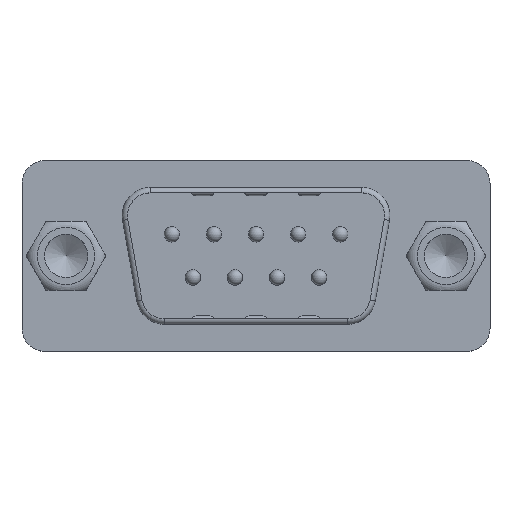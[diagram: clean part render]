
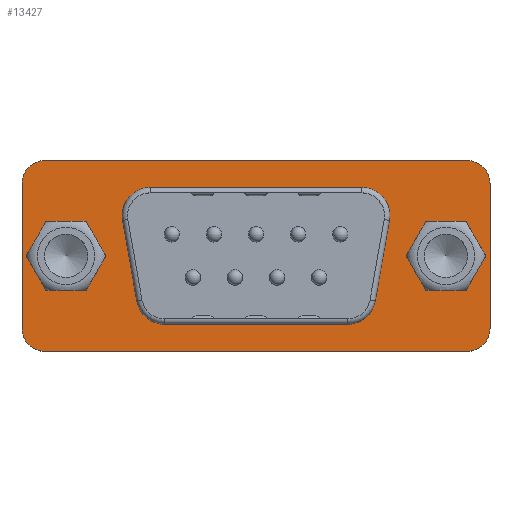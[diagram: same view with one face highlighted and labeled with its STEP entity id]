
A CAD part, top view. The second image highlights one B-rep face of the part: STEP entity #13427.
In plain terms, the highlighted face is planar.
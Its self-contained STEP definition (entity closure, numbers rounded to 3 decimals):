
#733=PLANE('',#14765);
#1799=LINE('',#22903,#2832);
#1804=LINE('',#22917,#2837);
#1815=LINE('',#22941,#2848);
#1820=LINE('',#22956,#2853);
#1824=LINE('',#22968,#2857);
#1828=LINE('',#22980,#2861);
#1831=LINE('',#22989,#2864);
#1832=LINE('',#22990,#2865);
#2832=VECTOR('',#18143,1000.);
#2837=VECTOR('',#18158,1000.);
#2848=VECTOR('',#18191,1000.);
#2853=VECTOR('',#18204,1000.);
#2857=VECTOR('',#18216,1000.);
#2861=VECTOR('',#18228,1000.);
#2864=VECTOR('',#18239,1000.);
#2865=VECTOR('',#18240,1000.);
#6042=ORIENTED_EDGE('',*,*,#8294,.T.);
#6043=ORIENTED_EDGE('',*,*,#8261,.F.);
#6044=ORIENTED_EDGE('',*,*,#8250,.T.);
#6045=ORIENTED_EDGE('',*,*,#8252,.F.);
#6046=ORIENTED_EDGE('',*,*,#8295,.T.);
#6047=ORIENTED_EDGE('',*,*,#8255,.F.);
#6048=ORIENTED_EDGE('',*,*,#8257,.T.);
#6049=ORIENTED_EDGE('',*,*,#8259,.F.);
#6050=ORIENTED_EDGE('',*,*,#8292,.T.);
#6051=ORIENTED_EDGE('',*,*,#8289,.T.);
#6052=ORIENTED_EDGE('',*,*,#8286,.T.);
#6053=ORIENTED_EDGE('',*,*,#8283,.T.);
#6054=ORIENTED_EDGE('',*,*,#8280,.T.);
#6055=ORIENTED_EDGE('',*,*,#8277,.T.);
#6056=ORIENTED_EDGE('',*,*,#8274,.T.);
#6057=ORIENTED_EDGE('',*,*,#8270,.T.);
#6058=ORIENTED_EDGE('',*,*,#8053,.F.);
#6059=ORIENTED_EDGE('',*,*,#8047,.F.);
#8047=EDGE_CURVE('',#9452,#9452,#10044,.T.);
#8053=EDGE_CURVE('',#9458,#9458,#10050,.T.);
#8250=EDGE_CURVE('',#9589,#9590,#1799,.T.);
#8252=EDGE_CURVE('',#9591,#9590,#10085,.T.);
#8255=EDGE_CURVE('',#9593,#9592,#10086,.T.);
#8257=EDGE_CURVE('',#9593,#9594,#1804,.T.);
#8259=EDGE_CURVE('',#9595,#9594,#10087,.T.);
#8261=EDGE_CURVE('',#9589,#9596,#10088,.T.);
#8270=EDGE_CURVE('',#9597,#9598,#1815,.T.);
#8274=EDGE_CURVE('',#9601,#9597,#10089,.T.);
#8277=EDGE_CURVE('',#9603,#9601,#1820,.T.);
#8280=EDGE_CURVE('',#9605,#9603,#10091,.T.);
#8283=EDGE_CURVE('',#9607,#9605,#1824,.T.);
#8286=EDGE_CURVE('',#9609,#9607,#10093,.T.);
#8289=EDGE_CURVE('',#9611,#9609,#1828,.T.);
#8292=EDGE_CURVE('',#9598,#9611,#10095,.T.);
#8294=EDGE_CURVE('',#9595,#9596,#1831,.T.);
#8295=EDGE_CURVE('',#9591,#9592,#1832,.T.);
#9452=VERTEX_POINT('',#22477);
#9458=VERTEX_POINT('',#22494);
#9589=VERTEX_POINT('',#22900);
#9590=VERTEX_POINT('',#22902);
#9591=VERTEX_POINT('',#22906);
#9592=VERTEX_POINT('',#22910);
#9593=VERTEX_POINT('',#22912);
#9594=VERTEX_POINT('',#22916);
#9595=VERTEX_POINT('',#22920);
#9596=VERTEX_POINT('',#22924);
#9597=VERTEX_POINT('',#22942);
#9598=VERTEX_POINT('',#22943);
#9601=VERTEX_POINT('',#22951);
#9603=VERTEX_POINT('',#22957);
#9605=VERTEX_POINT('',#22963);
#9607=VERTEX_POINT('',#22969);
#9609=VERTEX_POINT('',#22975);
#9611=VERTEX_POINT('',#22981);
#10044=CIRCLE('',#14560,1.91);
#10050=CIRCLE('',#14571,1.91);
#10085=CIRCLE('',#14735,1.85);
#10086=CIRCLE('',#14737,1.85);
#10087=CIRCLE('',#14740,1.85);
#10088=CIRCLE('',#14742,1.85);
#10089=CIRCLE('',#14751,1.5);
#10091=CIRCLE('',#14755,1.5);
#10093=CIRCLE('',#14759,1.5);
#10095=CIRCLE('',#14763,1.5);
#10852=EDGE_LOOP('',(#6042,#6043,#6044,#6045,#6046,#6047,#6048,#6049));
#10853=EDGE_LOOP('',(#6050,#6051,#6052,#6053,#6054,#6055,#6056,#6057));
#10854=EDGE_LOOP('',(#6058));
#10855=EDGE_LOOP('',(#6059));
#11702=FACE_BOUND('',#10852,.T.);
#11703=FACE_BOUND('',#10853,.T.);
#11704=FACE_BOUND('',#10854,.T.);
#11705=FACE_BOUND('',#10855,.T.);
#13427=ADVANCED_FACE('',(#11702,#11703,#11704,#11705),#733,.T.);
#14560=AXIS2_PLACEMENT_3D('',#22476,#17681,#17682);
#14571=AXIS2_PLACEMENT_3D('',#22493,#17703,#17704);
#14735=AXIS2_PLACEMENT_3D('',#22907,#18147,#18148);
#14737=AXIS2_PLACEMENT_3D('',#22913,#18153,#18154);
#14740=AXIS2_PLACEMENT_3D('',#22921,#18162,#18163);
#14742=AXIS2_PLACEMENT_3D('',#22925,#18167,#18168);
#14751=AXIS2_PLACEMENT_3D('',#22950,#18197,#18198);
#14755=AXIS2_PLACEMENT_3D('',#22962,#18209,#18210);
#14759=AXIS2_PLACEMENT_3D('',#22974,#18221,#18222);
#14763=AXIS2_PLACEMENT_3D('',#22986,#18233,#18234);
#14765=AXIS2_PLACEMENT_3D('',#22988,#18237,#18238);
#17681=DIRECTION('',(0.,1.,0.));
#17682=DIRECTION('',(0.,0.,1.));
#17703=DIRECTION('',(0.,1.,0.));
#17704=DIRECTION('',(0.,0.,1.));
#18143=DIRECTION('',(0.174,0.,-0.985));
#18147=DIRECTION('',(0.,1.,0.));
#18148=DIRECTION('',(0.,0.,1.));
#18153=DIRECTION('',(0.,1.,0.));
#18154=DIRECTION('',(0.,0.,1.));
#18158=DIRECTION('',(0.174,0.,0.985));
#18162=DIRECTION('',(0.,1.,0.));
#18163=DIRECTION('',(0.,0.,1.));
#18167=DIRECTION('',(0.,1.,0.));
#18168=DIRECTION('',(0.,0.,1.));
#18191=DIRECTION('',(0.,0.,1.));
#18197=DIRECTION('',(0.,1.,0.));
#18198=DIRECTION('',(1.,0.,0.));
#18204=DIRECTION('',(-1.,0.,0.));
#18209=DIRECTION('',(0.,1.,0.));
#18210=DIRECTION('',(1.,0.,0.));
#18216=DIRECTION('',(0.,0.,-1.));
#18221=DIRECTION('',(0.,1.,0.));
#18222=DIRECTION('',(-1.,0.,0.));
#18228=DIRECTION('',(1.,0.,0.));
#18233=DIRECTION('',(0.,1.,0.));
#18234=DIRECTION('',(1.,0.,0.));
#18237=DIRECTION('',(0.,1.,0.));
#18238=DIRECTION('',(0.,0.,1.));
#18239=DIRECTION('',(-1.,0.,0.));
#18240=DIRECTION('',(1.,0.,0.));
#22476=CARTESIAN_POINT('',(-12.5,5.4,0.));
#22477=CARTESIAN_POINT('',(-12.5,5.4,1.91));
#22493=CARTESIAN_POINT('',(12.5,5.4,0.));
#22494=CARTESIAN_POINT('',(12.5,5.4,1.91));
#22900=CARTESIAN_POINT('',(-8.782,5.4,2.329));
#22902=CARTESIAN_POINT('',(-7.847,5.4,-2.971));
#22903=CARTESIAN_POINT('',(-9.355,5.4,5.576));
#22906=CARTESIAN_POINT('',(-6.025,5.4,-4.5));
#22907=CARTESIAN_POINT('',(-6.025,5.4,-2.65));
#22910=CARTESIAN_POINT('',(6.025,5.4,-4.5));
#22912=CARTESIAN_POINT('',(7.847,5.4,-2.971));
#22913=CARTESIAN_POINT('',(6.025,5.4,-2.65));
#22916=CARTESIAN_POINT('',(8.782,5.4,2.329));
#22917=CARTESIAN_POINT('',(8.516,5.4,0.822));
#22920=CARTESIAN_POINT('',(6.96,5.4,4.5));
#22921=CARTESIAN_POINT('',(6.96,5.4,2.65));
#22924=CARTESIAN_POINT('',(-6.96,5.4,4.5));
#22925=CARTESIAN_POINT('',(-6.96,5.4,2.65));
#22941=CARTESIAN_POINT('',(-15.4,5.4,-4.775));
#22942=CARTESIAN_POINT('',(-15.4,5.4,-4.775));
#22943=CARTESIAN_POINT('',(-15.4,5.4,4.775));
#22950=CARTESIAN_POINT('',(-13.9,5.4,-4.775));
#22951=CARTESIAN_POINT('',(-13.9,5.4,-6.275));
#22956=CARTESIAN_POINT('',(13.9,5.4,-6.275));
#22957=CARTESIAN_POINT('',(13.9,5.4,-6.275));
#22962=CARTESIAN_POINT('',(13.9,5.4,-4.775));
#22963=CARTESIAN_POINT('',(15.4,5.4,-4.775));
#22968=CARTESIAN_POINT('',(15.4,5.4,4.775));
#22969=CARTESIAN_POINT('',(15.4,5.4,4.775));
#22974=CARTESIAN_POINT('',(13.9,5.4,4.775));
#22975=CARTESIAN_POINT('',(13.9,5.4,6.275));
#22980=CARTESIAN_POINT('',(-13.9,5.4,6.275));
#22981=CARTESIAN_POINT('',(-13.9,5.4,6.275));
#22986=CARTESIAN_POINT('',(-13.9,5.4,4.775));
#22988=CARTESIAN_POINT('',(-13.9,5.4,4.775));
#22989=CARTESIAN_POINT('',(-13.9,5.4,4.5));
#22990=CARTESIAN_POINT('',(-13.9,5.4,-4.5));
